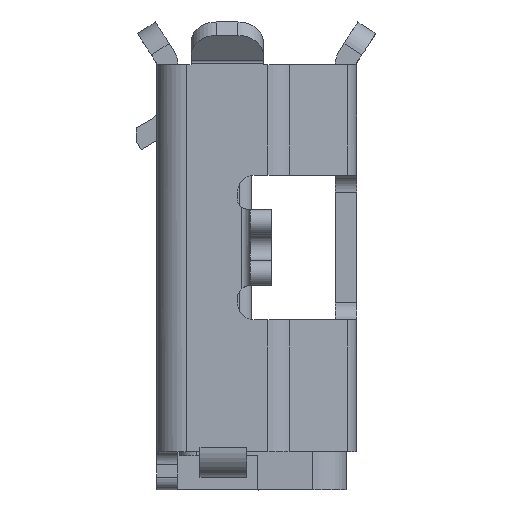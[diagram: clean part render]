
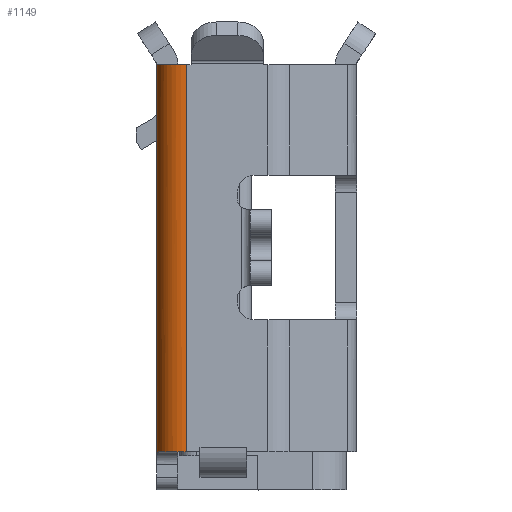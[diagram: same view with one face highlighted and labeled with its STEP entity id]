
A CAD part, left-side view. The second image highlights one B-rep face of the part: STEP entity #1149.
In plain terms, the highlighted cylindrical face has radius 0.35 mm (diameter 0.7 mm), a partial arc.
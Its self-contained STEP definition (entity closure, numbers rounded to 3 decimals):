
#1149 = ADVANCED_FACE( 'NONE', ( #2560 ), #2561, .T. );
#2560 = FACE_OUTER_BOUND( '', #4305, .T. );
#2561 = CYLINDRICAL_SURFACE( '', #4306, 0.35 );
#4305 = EDGE_LOOP( '', ( #7756, #7757, #7758, #7759, #7760 ) );
#4306 = AXIS2_PLACEMENT_3D( '', #7761, #7762, #7763 );
#7756 = ORIENTED_EDGE( '', *, *, #11696, .T. );
#7757 = ORIENTED_EDGE( '', *, *, #12268, .F. );
#7758 = ORIENTED_EDGE( '', *, *, #12269, .F. );
#7759 = ORIENTED_EDGE( '', *, *, #11079, .T. );
#7760 = ORIENTED_EDGE( '', *, *, #12270, .T. );
#7761 = CARTESIAN_POINT( '', ( 1.414, 7.259, -2.15 ) );
#7762 = DIRECTION( '', ( 1., 0., 0. ) );
#7763 = DIRECTION( '', ( 0., -1., 0. ) );
#11079 = EDGE_CURVE( 'NONE', #13438, #13439, #13440, .T. );
#11696 = EDGE_CURVE( 'NONE', #14499, #14497, #14500, .T. );
#12268 = EDGE_CURVE( 'NONE', #15383, #14497, #15384, .T. );
#12269 = EDGE_CURVE( 'NONE', #13438, #15383, #15385, .T. );
#12270 = EDGE_CURVE( 'NONE', #13439, #14499, #15386, .T. );
#13438 = VERTEX_POINT( 'NONE', #16868 );
#13439 = VERTEX_POINT( 'NONE', #16869 );
#13440 = B_SPLINE_CURVE_WITH_KNOTS( '', 3, ( #16870, #16871, #16872, #16873, #16874, #16875, #16876, #16877, #16878 ), .UNSPECIFIED., .F., .F., ( 4, 1, 1, 1, 1, 1, 4 ), ( 0., 0.153, 0.285, 0.5, 0.7, 0.84, 1. ), .UNSPECIFIED. );
#14497 = VERTEX_POINT( 'NONE', #18371 );
#14499 = VERTEX_POINT( 'NONE', #18374 );
#14500 = LINE( '', #18375, #18376 );
#15383 = VERTEX_POINT( 'NONE', #19672 );
#15384 = CIRCLE( '', #19673, 0.35 );
#15385 = LINE( '', #19674, #19675 );
#15386 = CIRCLE( '', #19676, 0.35 );
#16868 = CARTESIAN_POINT( '', ( 1.714, 7.259, -2.5 ) );
#16869 = CARTESIAN_POINT( '', ( 1.864, 7.409, -2.466 ) );
#16870 = CARTESIAN_POINT( '', ( 1.714, 7.259, -2.5 ) );
#16871 = CARTESIAN_POINT( '', ( 1.726, 7.26, -2.5 ) );
#16872 = CARTESIAN_POINT( '', ( 1.749, 7.262, -2.5 ) );
#16873 = CARTESIAN_POINT( '', ( 1.787, 7.275, -2.5 ) );
#16874 = CARTESIAN_POINT( '', ( 1.823, 7.301, -2.498 ) );
#16875 = CARTESIAN_POINT( '', ( 1.848, 7.338, -2.491 ) );
#16876 = CARTESIAN_POINT( '', ( 1.861, 7.375, -2.481 ) );
#16877 = CARTESIAN_POINT( '', ( 1.863, 7.397, -2.471 ) );
#16878 = CARTESIAN_POINT( '', ( 1.864, 7.409, -2.466 ) );
#18371 = CARTESIAN_POINT( '', ( 6.414, 7.609, -2.15 ) );
#18374 = CARTESIAN_POINT( '', ( 1.864, 7.609, -2.15 ) );
#18375 = CARTESIAN_POINT( '', ( 1.864, 7.609, -2.15 ) );
#18376 = VECTOR( '', #22122, 1000. );
#19672 = CARTESIAN_POINT( '', ( 6.414, 7.259, -2.5 ) );
#19673 = AXIS2_PLACEMENT_3D( '', #22762, #22763, #22764 );
#19674 = CARTESIAN_POINT( '', ( 1.714, 7.259, -2.5 ) );
#19675 = VECTOR( '', #22765, 1000. );
#19676 = AXIS2_PLACEMENT_3D( '', #22766, #22767, #22768 );
#22122 = DIRECTION( '', ( 1., 0., 0. ) );
#22762 = CARTESIAN_POINT( '', ( 6.414, 7.259, -2.15 ) );
#22763 = DIRECTION( '', ( 1., 0., 0. ) );
#22764 = DIRECTION( '', ( 0., 0., -1. ) );
#22765 = DIRECTION( '', ( 1., 0., 0. ) );
#22766 = CARTESIAN_POINT( '', ( 1.864, 7.259, -2.15 ) );
#22767 = DIRECTION( '', ( 1., 0., 0. ) );
#22768 = DIRECTION( '', ( 0., 0.429, -0.904 ) );
